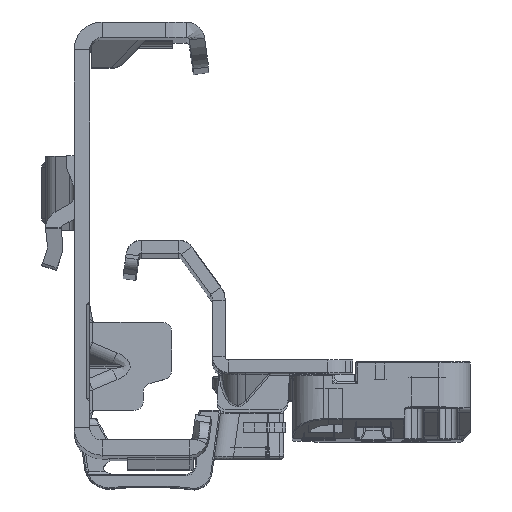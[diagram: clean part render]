
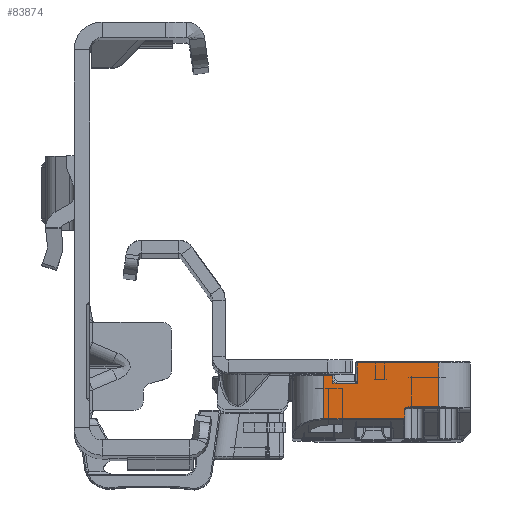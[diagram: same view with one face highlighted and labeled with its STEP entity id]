
A CAD part, top view. The second image highlights one B-rep face of the part: STEP entity #83874.
In plain terms, the highlighted face is planar.
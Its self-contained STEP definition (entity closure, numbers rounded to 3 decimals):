
#573 = DIRECTION ( 'NONE',  ( 0., 1., 0. ) ) ;
#2132 = EDGE_CURVE ( 'NONE', #111078, #22730, #109510, .T. ) ;
#2724 = CARTESIAN_POINT ( 'NONE',  ( -13.7, 2., -284.5 ) ) ;
#6153 = CARTESIAN_POINT ( 'NONE',  ( -8.273, -6.785, -284.5 ) ) ;
#6233 = EDGE_CURVE ( 'NONE', #108515, #62993, #28474, .T. ) ;
#7064 = CARTESIAN_POINT ( 'NONE',  ( 4.6, 0.1, -284.5 ) ) ;
#7859 = VECTOR ( 'NONE', #13747, 1000. ) ;
#8847 = CARTESIAN_POINT ( 'NONE',  ( -8.273, -6.785, -284.5 ) ) ;
#9129 = VECTOR ( 'NONE', #126872, 1000. ) ;
#11339 = DIRECTION ( 'NONE',  ( 1., 0., 0. ) ) ;
#13105 = LINE ( 'NONE', #2724, #7859 ) ;
#13747 = DIRECTION ( 'NONE',  ( 0., 1., 0. ) ) ;
#16838 = CARTESIAN_POINT ( 'NONE',  ( -0.75, -0.9, -284.5 ) ) ;
#17490 = LINE ( 'NONE', #16838, #77988 ) ;
#18097 = ORIENTED_EDGE ( 'NONE', *, *, #100278, .T. ) ;
#20352 = VECTOR ( 'NONE', #104742, 1000. ) ;
#20802 = EDGE_CURVE ( 'NONE', #28738, #22730, #93008, .T. ) ;
#22730 = VERTEX_POINT ( 'NONE', #121335 ) ;
#22914 = LINE ( 'NONE', #44969, #9129 ) ;
#24117 = ORIENTED_EDGE ( 'NONE', *, *, #108231, .T. ) ;
#26818 = VECTOR ( 'NONE', #27236, 1000. ) ;
#27236 = DIRECTION ( 'NONE',  ( 1., 0., 0. ) ) ;
#28474 =( BOUNDED_CURVE ( )  B_SPLINE_CURVE ( 3, ( #6153, #75088, #65334, #56231 ),
 .UNSPECIFIED., .F., .T. ) 
 B_SPLINE_CURVE_WITH_KNOTS ( ( 4, 4 ),
 ( 1.047, 1.571 ),
 .UNSPECIFIED. ) 
 CURVE ( )  GEOMETRIC_REPRESENTATION_ITEM ( )  RATIONAL_B_SPLINE_CURVE ( ( 1., 0.977, 0.977, 1. ) ) 
 REPRESENTATION_ITEM ( '' )  );
#28738 = VERTEX_POINT ( 'NONE', #123128 ) ;
#30357 = VECTOR ( 'NONE', #78806, 1000. ) ;
#30429 = DIRECTION ( 'NONE',  ( -1., 0., 0. ) ) ;
#30466 = CARTESIAN_POINT ( 'NONE',  ( 3.15, 0.1, -284.5 ) ) ;
#30916 = EDGE_CURVE ( 'NONE', #37194, #108631, #119540, .T. ) ;
#31177 = CARTESIAN_POINT ( 'NONE',  ( 19.8, -1.15, -284.5 ) ) ;
#31806 = LINE ( 'NONE', #31177, #92768 ) ;
#31948 = CARTESIAN_POINT ( 'NONE',  ( -8.5, -5.2, -284.5 ) ) ;
#33014 = VECTOR ( 'NONE', #30429, 1000. ) ;
#35151 = CARTESIAN_POINT ( 'NONE',  ( 4.6, 0.1, -284.5 ) ) ;
#35968 = CARTESIAN_POINT ( 'NONE',  ( -13.7, 2.1, -284.5 ) ) ;
#37194 = VERTEX_POINT ( 'NONE', #51035 ) ;
#42203 = CARTESIAN_POINT ( 'NONE',  ( -13.7, -5., -284.5 ) ) ;
#43744 = CARTESIAN_POINT ( 'NONE',  ( 4.6, -6.785, -284.5 ) ) ;
#44969 = CARTESIAN_POINT ( 'NONE',  ( -0.7, 2.1, -284.5 ) ) ;
#45169 = CARTESIAN_POINT ( 'NONE',  ( -0.75, 2.1, -284.5 ) ) ;
#45444 = DIRECTION ( 'NONE',  ( 0., -1., 0. ) ) ;
#47134 = DIRECTION ( 'NONE',  ( 1., 0., 0. ) ) ;
#49286 = LINE ( 'NONE', #128616, #33014 ) ;
#49389 = AXIS2_PLACEMENT_3D ( 'NONE', #31948, #70324, #47134 ) ;
#51035 = CARTESIAN_POINT ( 'NONE',  ( 3.15, -1.15, -284.5 ) ) ;
#55073 = ORIENTED_EDGE ( 'NONE', *, *, #20802, .T. ) ;
#56231 = CARTESIAN_POINT ( 'NONE',  ( -8.3, -6.669, -284.5 ) ) ;
#58628 = CARTESIAN_POINT ( 'NONE',  ( -8.3, 0., -284.5 ) ) ;
#60964 = ORIENTED_EDGE ( 'NONE', *, *, #108109, .T. ) ;
#61911 = AXIS2_PLACEMENT_3D ( 'NONE', #84941, #125888, #74547 ) ;
#62993 = VERTEX_POINT ( 'NONE', #94220 ) ;
#65334 = CARTESIAN_POINT ( 'NONE',  ( -8.3, -6.71, -284.5 ) ) ;
#65444 = PLANE ( 'NONE',  #61911 ) ;
#65593 = LINE ( 'NONE', #7064, #26818 ) ;
#65962 = VERTEX_POINT ( 'NONE', #35968 ) ;
#66086 = FACE_OUTER_BOUND ( 'NONE', #112058, .T. ) ;
#68080 = ORIENTED_EDGE ( 'NONE', *, *, #2132, .F. ) ;
#70324 = DIRECTION ( 'NONE',  ( 0., 0., 1. ) ) ;
#72469 = CARTESIAN_POINT ( 'NONE',  ( 3.15, 0.1, -284.5 ) ) ;
#74547 = DIRECTION ( 'NONE',  ( 1., 0., 0. ) ) ;
#75088 = CARTESIAN_POINT ( 'NONE',  ( -8.291, -6.749, -284.5 ) ) ;
#77685 = ORIENTED_EDGE ( 'NONE', *, *, #120379, .F. ) ;
#77988 = VECTOR ( 'NONE', #45444, 1000. ) ;
#78806 = DIRECTION ( 'NONE',  ( 0., -1., 0. ) ) ;
#80594 = DIRECTION ( 'NONE',  ( 1., 0., 0. ) ) ;
#81386 = ORIENTED_EDGE ( 'NONE', *, *, #30916, .T. ) ;
#83277 = EDGE_CURVE ( 'NONE', #94900, #126001, #125538, .T. ) ;
#83874 = ADVANCED_FACE ( 'NONE', ( #66086 ), #65444, .F. ) ;
#84941 = CARTESIAN_POINT ( 'NONE',  ( 19.8, 2.6, -284.5 ) ) ;
#89084 = ORIENTED_EDGE ( 'NONE', *, *, #92600, .T. ) ;
#91351 = EDGE_CURVE ( 'NONE', #116407, #37194, #31806, .T. ) ;
#91579 = ORIENTED_EDGE ( 'NONE', *, *, #91351, .T. ) ;
#92600 = EDGE_CURVE ( 'NONE', #111078, #65962, #13105, .T. ) ;
#92768 = VECTOR ( 'NONE', #80594, 1000. ) ;
#93008 = CIRCLE ( 'NONE', #49389, 0.2 ) ;
#94220 = CARTESIAN_POINT ( 'NONE',  ( -8.3, -6.669, -284.5 ) ) ;
#94699 = VERTEX_POINT ( 'NONE', #45169 ) ;
#94900 = VERTEX_POINT ( 'NONE', #43744 ) ;
#97919 = VECTOR ( 'NONE', #11339, 1000. ) ;
#98369 = ORIENTED_EDGE ( 'NONE', *, *, #83277, .F. ) ;
#100278 = EDGE_CURVE ( 'NONE', #65962, #94699, #22914, .T. ) ;
#104184 = EDGE_CURVE ( 'NONE', #94699, #116407, #17490, .T. ) ;
#104742 = DIRECTION ( 'NONE',  ( 0., 1., 0. ) ) ;
#106690 = CARTESIAN_POINT ( 'NONE',  ( 4.6, -242.444, -284.5 ) ) ;
#108109 = EDGE_CURVE ( 'NONE', #108631, #126001, #65593, .T. ) ;
#108231 = EDGE_CURVE ( 'NONE', #94900, #108515, #49286, .T. ) ;
#108515 = VERTEX_POINT ( 'NONE', #8847 ) ;
#108631 = VERTEX_POINT ( 'NONE', #72469 ) ;
#109510 = LINE ( 'NONE', #119905, #97919 ) ;
#109526 = CARTESIAN_POINT ( 'NONE',  ( -0.75, -1.15, -284.5 ) ) ;
#111078 = VERTEX_POINT ( 'NONE', #42203 ) ;
#111376 = ORIENTED_EDGE ( 'NONE', *, *, #104184, .T. ) ;
#112058 = EDGE_LOOP ( 'NONE', ( #91579, #81386, #60964, #98369, #24117, #117023, #77685, #55073, #68080, #89084, #18097, #111376 ) ) ;
#116407 = VERTEX_POINT ( 'NONE', #109526 ) ;
#117023 = ORIENTED_EDGE ( 'NONE', *, *, #6233, .T. ) ;
#119540 = LINE ( 'NONE', #30466, #121427 ) ;
#119730 = LINE ( 'NONE', #58628, #30357 ) ;
#119905 = CARTESIAN_POINT ( 'NONE',  ( -8.3, -5., -284.5 ) ) ;
#120379 = EDGE_CURVE ( 'NONE', #28738, #62993, #119730, .T. ) ;
#121335 = CARTESIAN_POINT ( 'NONE',  ( -8.5, -5., -284.5 ) ) ;
#121427 = VECTOR ( 'NONE', #573, 1000. ) ;
#123128 = CARTESIAN_POINT ( 'NONE',  ( -8.3, -5.2, -284.5 ) ) ;
#125538 = LINE ( 'NONE', #106690, #20352 ) ;
#125888 = DIRECTION ( 'NONE',  ( 0., 0., 1. ) ) ;
#126001 = VERTEX_POINT ( 'NONE', #35151 ) ;
#126872 = DIRECTION ( 'NONE',  ( 1., 0., 0. ) ) ;
#128616 = CARTESIAN_POINT ( 'NONE',  ( -8.3, -6.785, -284.5 ) ) ;
